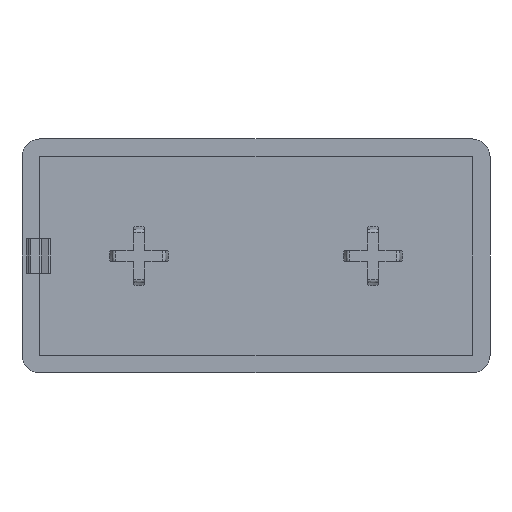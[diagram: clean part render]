
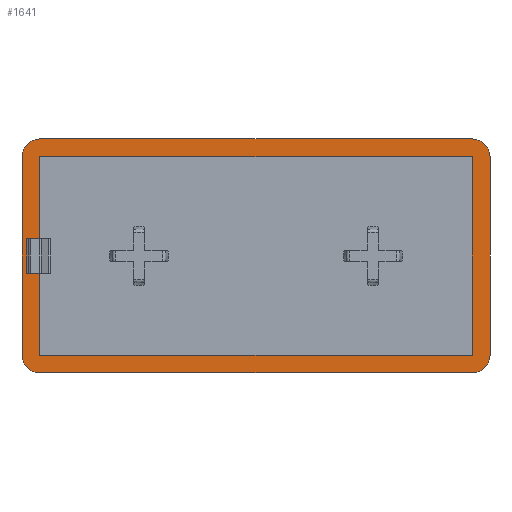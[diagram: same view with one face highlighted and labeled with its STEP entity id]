
A CAD part, front view. The second image highlights one B-rep face of the part: STEP entity #1641.
In plain terms, the highlighted planar face has unit normal (0, -1, 0).
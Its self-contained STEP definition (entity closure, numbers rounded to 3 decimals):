
#19=FACE_BOUND('',#235,.T.);
#23=PLANE('',#1781);
#141=FACE_OUTER_BOUND('',#234,.T.);
#234=EDGE_LOOP('',(#1161,#1162,#1163,#1164,#1165,#1166,#1167,#1168));
#235=EDGE_LOOP('',(#1169,#1170,#1171,#1172,#1173,#1174,#1175,#1176));
#335=CIRCLE('',#1782,3.);
#336=CIRCLE('',#1783,3.);
#337=CIRCLE('',#1784,3.);
#338=CIRCLE('',#1785,3.);
#403=LINE('',#2829,#533);
#405=LINE('',#2836,#535);
#406=LINE('',#2840,#536);
#407=LINE('',#2844,#537);
#408=LINE('',#2847,#538);
#409=LINE('',#2850,#539);
#410=LINE('',#2852,#540);
#411=LINE('',#2854,#541);
#412=LINE('',#2856,#542);
#413=LINE('',#2858,#543);
#414=LINE('',#2859,#544);
#415=LINE('',#2860,#545);
#533=VECTOR('',#2007,1000.);
#535=VECTOR('',#2013,1000.);
#536=VECTOR('',#2016,1000.);
#537=VECTOR('',#2019,1000.);
#538=VECTOR('',#2022,1000.);
#539=VECTOR('',#2023,1000.);
#540=VECTOR('',#2024,1000.);
#541=VECTOR('',#2025,1000.);
#542=VECTOR('',#2026,1000.);
#543=VECTOR('',#2027,1000.);
#544=VECTOR('',#2028,1000.);
#545=VECTOR('',#2029,1000.);
#711=VERTEX_POINT('',#2826);
#712=VERTEX_POINT('',#2828);
#713=VERTEX_POINT('',#2832);
#714=VERTEX_POINT('',#2833);
#715=VERTEX_POINT('',#2835);
#716=VERTEX_POINT('',#2837);
#717=VERTEX_POINT('',#2839);
#718=VERTEX_POINT('',#2841);
#719=VERTEX_POINT('',#2843);
#720=VERTEX_POINT('',#2845);
#721=VERTEX_POINT('',#2848);
#722=VERTEX_POINT('',#2849);
#723=VERTEX_POINT('',#2851);
#724=VERTEX_POINT('',#2853);
#725=VERTEX_POINT('',#2855);
#726=VERTEX_POINT('',#2857);
#891=EDGE_CURVE('',#712,#711,#403,.T.);
#893=EDGE_CURVE('',#713,#714,#335,.T.);
#894=EDGE_CURVE('',#715,#713,#405,.T.);
#895=EDGE_CURVE('',#716,#715,#336,.T.);
#896=EDGE_CURVE('',#717,#716,#406,.T.);
#897=EDGE_CURVE('',#718,#717,#337,.T.);
#898=EDGE_CURVE('',#719,#718,#407,.T.);
#899=EDGE_CURVE('',#720,#719,#338,.T.);
#900=EDGE_CURVE('',#714,#720,#408,.T.);
#901=EDGE_CURVE('',#721,#722,#409,.T.);
#902=EDGE_CURVE('',#721,#723,#410,.T.);
#903=EDGE_CURVE('',#723,#724,#411,.T.);
#904=EDGE_CURVE('',#724,#725,#412,.T.);
#905=EDGE_CURVE('',#725,#726,#413,.T.);
#906=EDGE_CURVE('',#726,#712,#414,.T.);
#907=EDGE_CURVE('',#722,#711,#415,.T.);
#1161=ORIENTED_EDGE('',*,*,#893,.F.);
#1162=ORIENTED_EDGE('',*,*,#894,.F.);
#1163=ORIENTED_EDGE('',*,*,#895,.F.);
#1164=ORIENTED_EDGE('',*,*,#896,.F.);
#1165=ORIENTED_EDGE('',*,*,#897,.F.);
#1166=ORIENTED_EDGE('',*,*,#898,.F.);
#1167=ORIENTED_EDGE('',*,*,#899,.F.);
#1168=ORIENTED_EDGE('',*,*,#900,.F.);
#1169=ORIENTED_EDGE('',*,*,#901,.F.);
#1170=ORIENTED_EDGE('',*,*,#902,.T.);
#1171=ORIENTED_EDGE('',*,*,#903,.T.);
#1172=ORIENTED_EDGE('',*,*,#904,.T.);
#1173=ORIENTED_EDGE('',*,*,#905,.T.);
#1174=ORIENTED_EDGE('',*,*,#906,.T.);
#1175=ORIENTED_EDGE('',*,*,#891,.T.);
#1176=ORIENTED_EDGE('',*,*,#907,.F.);
#1641=ADVANCED_FACE('',(#141,#19),#23,.F.);
#1781=AXIS2_PLACEMENT_3D('',#2831,#2009,#2010);
#1782=AXIS2_PLACEMENT_3D('',#2834,#2011,#2012);
#1783=AXIS2_PLACEMENT_3D('',#2838,#2014,#2015);
#1784=AXIS2_PLACEMENT_3D('',#2842,#2017,#2018);
#1785=AXIS2_PLACEMENT_3D('',#2846,#2020,#2021);
#2007=DIRECTION('',(0.,0.,1.));
#2009=DIRECTION('center_axis',(0.,1.,0.));
#2010=DIRECTION('ref_axis',(0.,0.,1.));
#2011=DIRECTION('center_axis',(0.,1.,0.));
#2012=DIRECTION('ref_axis',(1.,0.,0.));
#2013=DIRECTION('',(-1.,0.,0.));
#2014=DIRECTION('center_axis',(0.,1.,0.));
#2015=DIRECTION('ref_axis',(1.,0.,0.));
#2016=DIRECTION('',(0.,0.,-1.));
#2017=DIRECTION('center_axis',(0.,1.,0.));
#2018=DIRECTION('ref_axis',(1.,0.,0.));
#2019=DIRECTION('',(1.,0.,0.));
#2020=DIRECTION('center_axis',(0.,1.,0.));
#2021=DIRECTION('ref_axis',(1.,0.,0.));
#2022=DIRECTION('',(0.,0.,1.));
#2023=DIRECTION('',(0.,0.,-1.));
#2024=DIRECTION('',(1.,0.,0.));
#2025=DIRECTION('',(0.,0.,1.));
#2026=DIRECTION('',(1.,0.,0.));
#2027=DIRECTION('',(0.,0.,-1.));
#2028=DIRECTION('',(-1.,0.,0.));
#2029=DIRECTION('',(1.,0.,0.));
#2826=CARTESIAN_POINT('',(-37.,-4.,-2.938));
#2828=CARTESIAN_POINT('',(-37.,-4.,-17.));
#2829=CARTESIAN_POINT('',(-37.,-4.,-17.));
#2831=CARTESIAN_POINT('Origin',(-37.,-4.,-17.));
#2832=CARTESIAN_POINT('',(-37.,-4.,-20.));
#2833=CARTESIAN_POINT('',(-40.,-4.,-17.));
#2834=CARTESIAN_POINT('Origin',(-37.,-4.,-17.));
#2835=CARTESIAN_POINT('',(37.,-4.,-20.));
#2836=CARTESIAN_POINT('',(37.,-4.,-20.));
#2837=CARTESIAN_POINT('',(40.,-4.,-17.));
#2838=CARTESIAN_POINT('Origin',(37.,-4.,-17.));
#2839=CARTESIAN_POINT('',(40.,-4.,17.));
#2840=CARTESIAN_POINT('',(40.,-4.,17.));
#2841=CARTESIAN_POINT('',(37.,-4.,20.));
#2842=CARTESIAN_POINT('Origin',(37.,-4.,17.));
#2843=CARTESIAN_POINT('',(-37.,-4.,20.));
#2844=CARTESIAN_POINT('',(-37.,-4.,20.));
#2845=CARTESIAN_POINT('',(-40.,-4.,17.));
#2846=CARTESIAN_POINT('Origin',(-37.,-4.,17.));
#2847=CARTESIAN_POINT('',(-40.,-4.,-17.));
#2848=CARTESIAN_POINT('',(-39.21,-4.,2.938));
#2849=CARTESIAN_POINT('',(-39.21,-4.,-2.938));
#2850=CARTESIAN_POINT('',(-39.21,-4.,2.938));
#2851=CARTESIAN_POINT('',(-37.,-4.,2.938));
#2852=CARTESIAN_POINT('',(-37.,-4.,2.938));
#2853=CARTESIAN_POINT('',(-37.,-4.,17.));
#2854=CARTESIAN_POINT('',(-37.,-4.,-17.));
#2855=CARTESIAN_POINT('',(37.,-4.,17.));
#2856=CARTESIAN_POINT('',(-37.,-4.,17.));
#2857=CARTESIAN_POINT('',(37.,-4.,-17.));
#2858=CARTESIAN_POINT('',(37.,-4.,17.));
#2859=CARTESIAN_POINT('',(37.,-4.,-17.));
#2860=CARTESIAN_POINT('',(-37.,-4.,-2.938));
